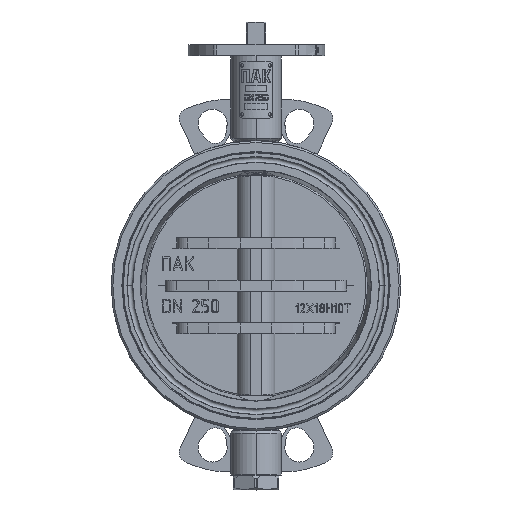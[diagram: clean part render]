
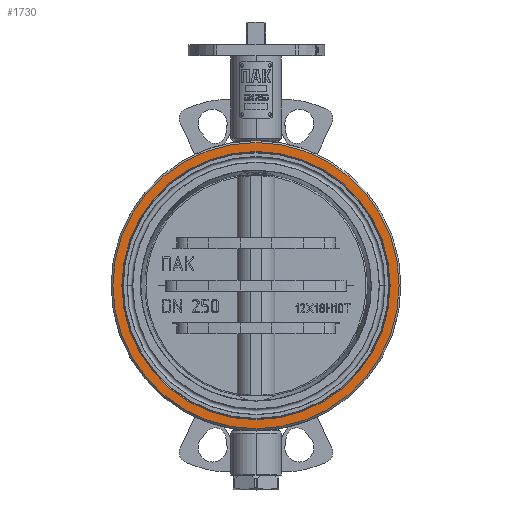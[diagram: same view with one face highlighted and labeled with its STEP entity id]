
A CAD part, top view. The second image highlights one B-rep face of the part: STEP entity #1730.
In plain terms, the highlighted planar face has unit normal (0, 0, 1).
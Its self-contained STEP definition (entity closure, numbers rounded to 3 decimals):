
#247 = EDGE_LOOP ( 'NONE', ( #6985, #35773 ) ) ;
#268 = CARTESIAN_POINT ( 'NONE',  ( 0., 0., 34. ) ) ;
#1681 = CARTESIAN_POINT ( 'NONE',  ( -148.016, 0., 34. ) ) ;
#1730 = ADVANCED_FACE ( 'NONE', ( #16951, #11687 ), #32932, .T. ) ;
#3137 = DIRECTION ( 'NONE',  ( 1., 0., 0. ) ) ;
#5704 = EDGE_CURVE ( 'NONE', #28662, #31694, #17995, .T. ) ;
#6985 = ORIENTED_EDGE ( 'NONE', *, *, #29569, .F. ) ;
#7134 = DIRECTION ( 'NONE',  ( 0., 0., 1. ) ) ;
#8071 = CIRCLE ( 'NONE', #32288, 148.016 ) ;
#8087 = AXIS2_PLACEMENT_3D ( 'NONE', #29026, #42486, #21737 ) ;
#9238 = VERTEX_POINT ( 'NONE', #1681 ) ;
#11687 = FACE_OUTER_BOUND ( 'NONE', #40209, .T. ) ;
#13923 = DIRECTION ( 'NONE',  ( 1., 0., 0. ) ) ;
#14235 = DIRECTION ( 'NONE',  ( 1., 0., 0. ) ) ;
#14939 = CIRCLE ( 'NONE', #8087, 158. ) ;
#16451 = EDGE_CURVE ( 'NONE', #9238, #18970, #27094, .T. ) ;
#16657 = CARTESIAN_POINT ( 'NONE',  ( 148.016, 0., 34. ) ) ;
#16951 = FACE_BOUND ( 'NONE', #247, .T. ) ;
#17053 = CARTESIAN_POINT ( 'NONE',  ( 0., 0., 34. ) ) ;
#17995 = CIRCLE ( 'NONE', #43172, 158. ) ;
#18895 = ORIENTED_EDGE ( 'NONE', *, *, #41237, .T. ) ;
#18970 = VERTEX_POINT ( 'NONE', #16657 ) ;
#19413 = DIRECTION ( 'NONE',  ( 1., 0., 0. ) ) ;
#19430 = DIRECTION ( 'NONE',  ( 0., 0., 1. ) ) ;
#21737 = DIRECTION ( 'NONE',  ( 1., 0., 0. ) ) ;
#27094 = CIRCLE ( 'NONE', #32045, 148.016 ) ;
#28662 = VERTEX_POINT ( 'NONE', #42592 ) ;
#29026 = CARTESIAN_POINT ( 'NONE',  ( 0., 0., 34. ) ) ;
#29569 = EDGE_CURVE ( 'NONE', #18970, #9238, #8071, .T. ) ;
#30696 = DIRECTION ( 'NONE',  ( 0., 0., 1. ) ) ;
#31694 = VERTEX_POINT ( 'NONE', #33922 ) ;
#32045 = AXIS2_PLACEMENT_3D ( 'NONE', #268, #7134, #14235 ) ;
#32288 = AXIS2_PLACEMENT_3D ( 'NONE', #40161, #19430, #3137 ) ;
#32932 = PLANE ( 'NONE',  #41354 ) ;
#33922 = CARTESIAN_POINT ( 'NONE',  ( -158., 0., 34. ) ) ;
#35043 = ORIENTED_EDGE ( 'NONE', *, *, #5704, .T. ) ;
#35773 = ORIENTED_EDGE ( 'NONE', *, *, #16451, .F. ) ;
#40161 = CARTESIAN_POINT ( 'NONE',  ( 0., 0., 34. ) ) ;
#40209 = EDGE_LOOP ( 'NONE', ( #18895, #35043 ) ) ;
#41237 = EDGE_CURVE ( 'NONE', #31694, #28662, #14939, .T. ) ;
#41354 = AXIS2_PLACEMENT_3D ( 'NONE', #42859, #43005, #19413 ) ;
#42486 = DIRECTION ( 'NONE',  ( 0., 0., 1. ) ) ;
#42592 = CARTESIAN_POINT ( 'NONE',  ( 158., 0., 34. ) ) ;
#42859 = CARTESIAN_POINT ( 'NONE',  ( 0., 0., 34. ) ) ;
#43005 = DIRECTION ( 'NONE',  ( 0., 0., 1. ) ) ;
#43172 = AXIS2_PLACEMENT_3D ( 'NONE', #17053, #30696, #13923 ) ;
